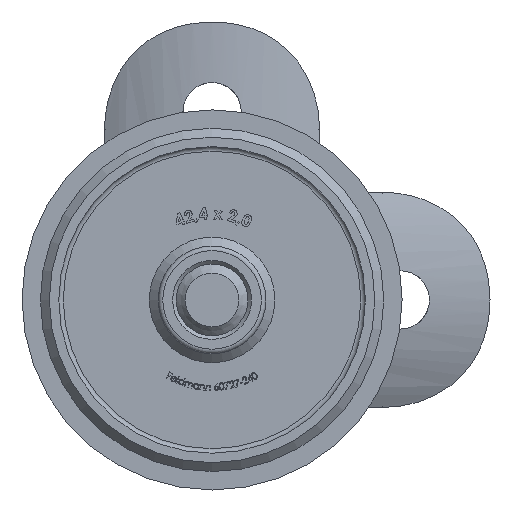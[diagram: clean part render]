
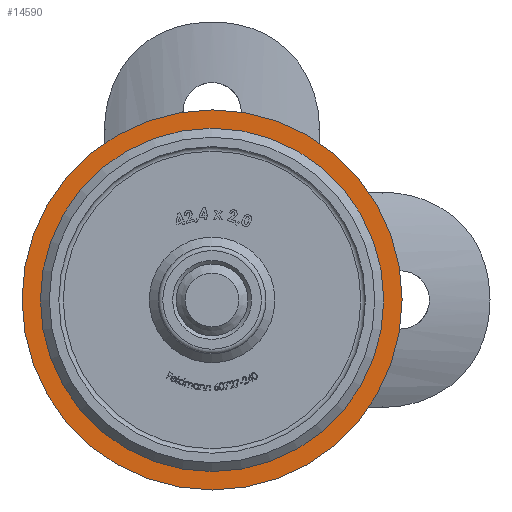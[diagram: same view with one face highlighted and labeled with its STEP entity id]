
A CAD part, front view. The second image highlights one B-rep face of the part: STEP entity #14590.
In plain terms, the highlighted planar face has unit normal (0, -1, 0).
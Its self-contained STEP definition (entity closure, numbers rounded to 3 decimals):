
#295 = EDGE_LOOP ( 'NONE', ( #5286 ) ) ;
#605 = DIRECTION ( 'NONE',  ( 0., 0., -1. ) ) ;
#1891 = CARTESIAN_POINT ( 'NONE',  ( 0., 20., 0. ) ) ;
#2215 = VERTEX_POINT ( 'NONE', #2943 ) ;
#2943 = CARTESIAN_POINT ( 'NONE',  ( 0., 20., -21.2 ) ) ;
#4798 = CIRCLE ( 'NONE', #19194, 21.2 ) ;
#4876 = DIRECTION ( 'NONE',  ( 0., -1., 0. ) ) ;
#5191 = EDGE_CURVE ( 'NONE', #7653, #7653, #16003, .T. ) ;
#5286 = ORIENTED_EDGE ( 'NONE', *, *, #5191, .F. ) ;
#6468 = DIRECTION ( 'NONE',  ( 0., 0., -1. ) ) ;
#7003 = ORIENTED_EDGE ( 'NONE', *, *, #11804, .T. ) ;
#7059 = DIRECTION ( 'NONE',  ( 0., -1., 0. ) ) ;
#7063 = DIRECTION ( 'NONE',  ( 0., 0., -1. ) ) ;
#7653 = VERTEX_POINT ( 'NONE', #14029 ) ;
#8580 = AXIS2_PLACEMENT_3D ( 'NONE', #16192, #7059, #605 ) ;
#8594 = CARTESIAN_POINT ( 'NONE',  ( 0., 20., 0. ) ) ;
#10148 = FACE_OUTER_BOUND ( 'NONE', #16599, .T. ) ;
#11767 = PLANE ( 'NONE',  #8580 ) ;
#11804 = EDGE_CURVE ( 'NONE', #2215, #2215, #4798, .T. ) ;
#14029 = CARTESIAN_POINT ( 'NONE',  ( 0., 20., -18.95 ) ) ;
#14071 = FACE_BOUND ( 'NONE', #295, .T. ) ;
#14590 = ADVANCED_FACE ( 'NONE', ( #10148, #14071 ), #11767, .T. ) ;
#16003 = CIRCLE ( 'NONE', #19928, 18.95 ) ;
#16192 = CARTESIAN_POINT ( 'NONE',  ( 21.2, 20., 0. ) ) ;
#16599 = EDGE_LOOP ( 'NONE', ( #7003 ) ) ;
#19194 = AXIS2_PLACEMENT_3D ( 'NONE', #8594, #19589, #7063 ) ;
#19589 = DIRECTION ( 'NONE',  ( 0., -1., 0. ) ) ;
#19928 = AXIS2_PLACEMENT_3D ( 'NONE', #1891, #4876, #6468 ) ;
